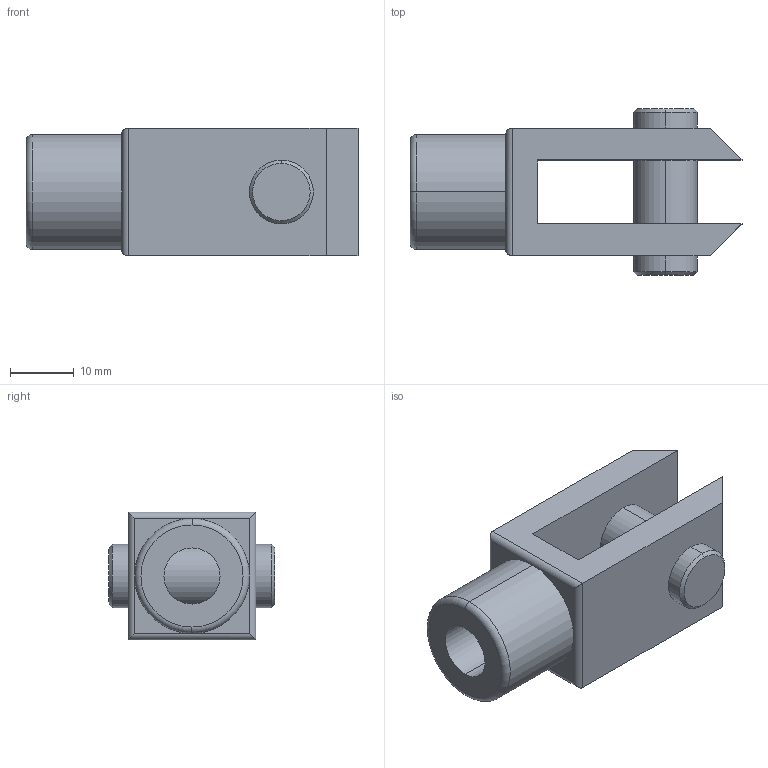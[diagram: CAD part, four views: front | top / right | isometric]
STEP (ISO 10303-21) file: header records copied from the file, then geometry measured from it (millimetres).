
FILE_DESCRIPTION (( 'STEP AP214' ), '1' );
FILE_NAME ('GRC-M10-125.step', '2017-08-21T13:01:35', ( '' ), ( '' ), 'SwSTEP 2.0', 'SolidWorks 2017', '' );
FILE_SCHEMA (( 'AUTOMOTIVE_DESIGN' ));
Length unit declared in the file: millimetre
Products named in the file (1): GRC-M10-125
Bounding box: 52 x 26 x 20 mm (x, y, z)
Volume: 11721 mm3; surface area: 5779.3 mm2
Topology: 1 solids, 1 shells, 36 faces, 80 edges, 48 vertices
Faces by surface type: plane 16, cylinder 14, cone 4, torus 2
Entity records: 1050 total; most frequent: DIRECTION 180, CARTESIAN_POINT 177, ORIENTED_EDGE 160, EDGE_CURVE 80, AXIS2_PLACEMENT_3D 67, VERTEX_POINT 48, VECTOR 46, LINE 46
